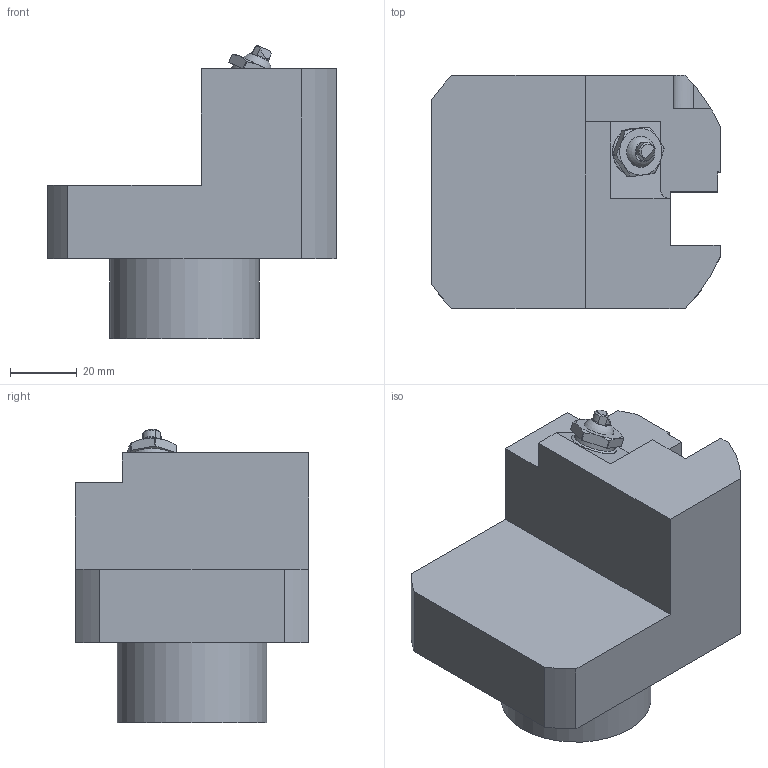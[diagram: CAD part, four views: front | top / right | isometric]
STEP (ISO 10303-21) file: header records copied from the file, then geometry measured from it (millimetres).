
FILE_DESCRIPTION(/* description */ (''),/* implementation_level */ '2;1');
FILE_NAME(/* name */ '10011001200_stp.stp',/* time_stamp */ '2017-05-10T07:51:52+02:00',/* author */ (''),/* organization */ (''),/* preprocessor_version */ 'ST-DEVELOPER v15',/* originating_system */ 'SIEMENS PLM Software NX 9.0',/* authorisation */ '');
FILE_SCHEMA (('AUTOMOTIVE_DESIGN { 1 0 10303 214 3 1 1 1 }'));
Length unit declared in the file: millimetre
Products named in the file (1): reic063CDAFEq0vw
Bounding box: 86.5 x 70 x 88.04 mm (x, y, z)
Volume: 236548.1 mm3; surface area: 29951.8 mm2
Topology: 1 solids, 1 shells, 66 faces, 174 edges, 114 vertices
Faces by surface type: plane 38, cylinder 17, cone 8, torus 2, sphere 1
Full cylindrical faces by diameter (mm): 12.6 x1, 14 x1, 45 x1
Entity records: 2083 total; most frequent: CARTESIAN_POINT 453, DIRECTION 331, ORIENTED_EDGE 330, EDGE_CURVE 165, AXIS2_PLACEMENT_3D 120, VERTEX_POINT 110, LINE 91, VECTOR 91
